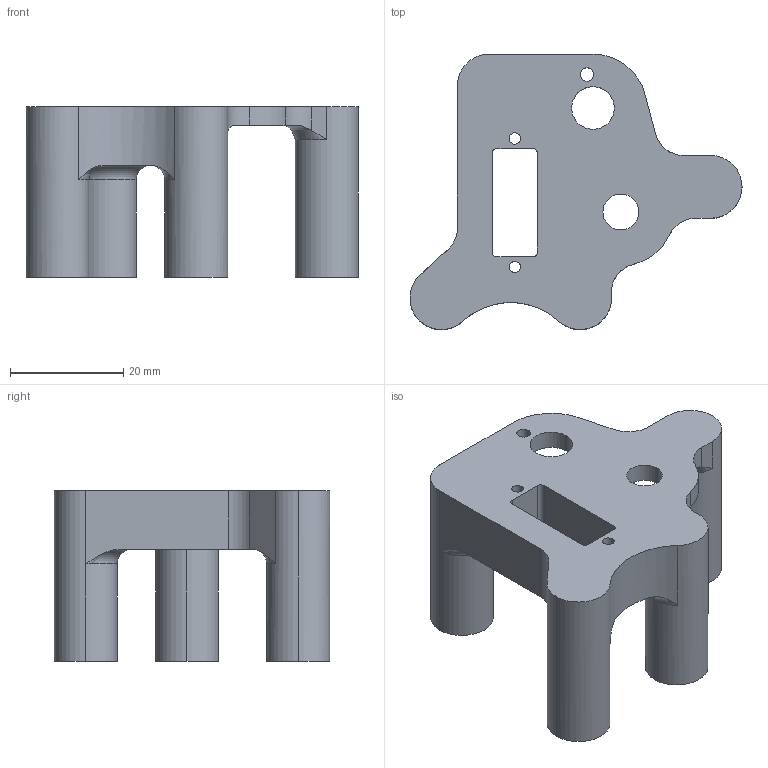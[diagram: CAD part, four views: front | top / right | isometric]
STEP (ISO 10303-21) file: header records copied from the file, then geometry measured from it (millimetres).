
FILE_DESCRIPTION (( 'STEP AP214' ), '1' );
FILE_NAME ('FCS Panel - Rudder Trim Mount.STEP', '2021-04-19T23:49:50', ( '' ), ( '' ), 'SwSTEP 2.0', 'SolidWorks 2019', '' );
FILE_SCHEMA (( 'AUTOMOTIVE_DESIGN' ));
Length unit declared in the file: inch
Products named in the file (1): FCS Panel - Rudder Trim Mount
Bounding box: 58.75 x 48.73 x 30.23 mm (x, y, z)
Volume: 18583.6 mm3; surface area: 9078 mm2
Topology: 1 solids, 1 shells, 100 faces, 250 edges, 156 vertices
Faces by surface type: cylinder 50, plane 23, cone 16, torus 7, bspline 3, sphere 1
Entity records: 3316 total; most frequent: CARTESIAN_POINT 819, DIRECTION 547, ORIENTED_EDGE 500, EDGE_CURVE 250, AXIS2_PLACEMENT_3D 222, VERTEX_POINT 156, CIRCLE 124, EDGE_LOOP 116
